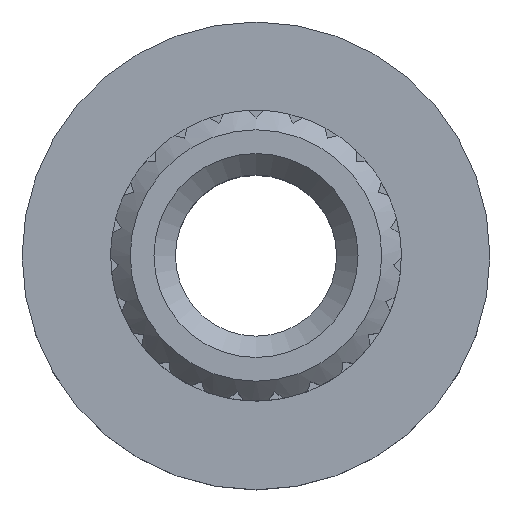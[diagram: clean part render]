
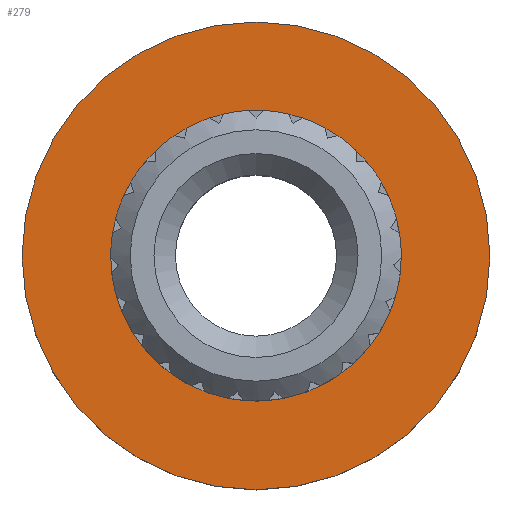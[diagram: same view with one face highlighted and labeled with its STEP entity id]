
A CAD part, top view. The second image highlights one B-rep face of the part: STEP entity #279.
In plain terms, the highlighted planar face has unit normal (0, 0, 1).
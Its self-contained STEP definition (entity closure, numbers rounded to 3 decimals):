
#279 = ADVANCED_FACE( '', ( #581, #582 ), #583, .F. );
#581 = FACE_BOUND( '', #900, .T. );
#582 = FACE_OUTER_BOUND( '', #901, .T. );
#583 = PLANE( '', #902 );
#900 = EDGE_LOOP( '', ( #1607 ) );
#901 = EDGE_LOOP( '', ( #1608 ) );
#902 = AXIS2_PLACEMENT_3D( '', #1609, #1610, #1611 );
#1607 = ORIENTED_EDGE( '', *, *, #1963, .T. );
#1608 = ORIENTED_EDGE( '', *, *, #2140, .F. );
#1609 = CARTESIAN_POINT( '', ( 0., 0., 2. ) );
#1610 = DIRECTION( '', ( 0., 0., -1. ) );
#1611 = DIRECTION( '', ( -1., 0., 0. ) );
#1963 = EDGE_CURVE( '', #2378, #2378, #2379, .T. );
#2140 = EDGE_CURVE( '', #2620, #2620, #2621, .T. );
#2378 = VERTEX_POINT( '', #3100 );
#2379 = CIRCLE( '', #3101, 3.724 );
#2620 = VERTEX_POINT( '', #3496 );
#2621 = CIRCLE( '', #3497, 6. );
#3100 = CARTESIAN_POINT( '', ( 3.724, 0., 2. ) );
#3101 = AXIS2_PLACEMENT_3D( '', #3651, #3652, #3653 );
#3496 = CARTESIAN_POINT( '', ( 6., 0., 2. ) );
#3497 = AXIS2_PLACEMENT_3D( '', #3781, #3782, #3783 );
#3651 = CARTESIAN_POINT( '', ( 0., 0., 2. ) );
#3652 = DIRECTION( '', ( 0., 0., -1. ) );
#3653 = DIRECTION( '', ( 1., 0., 0. ) );
#3781 = CARTESIAN_POINT( '', ( 0., 0., 2. ) );
#3782 = DIRECTION( '', ( 0., 0., -1. ) );
#3783 = DIRECTION( '', ( 1., 0., 0. ) );
